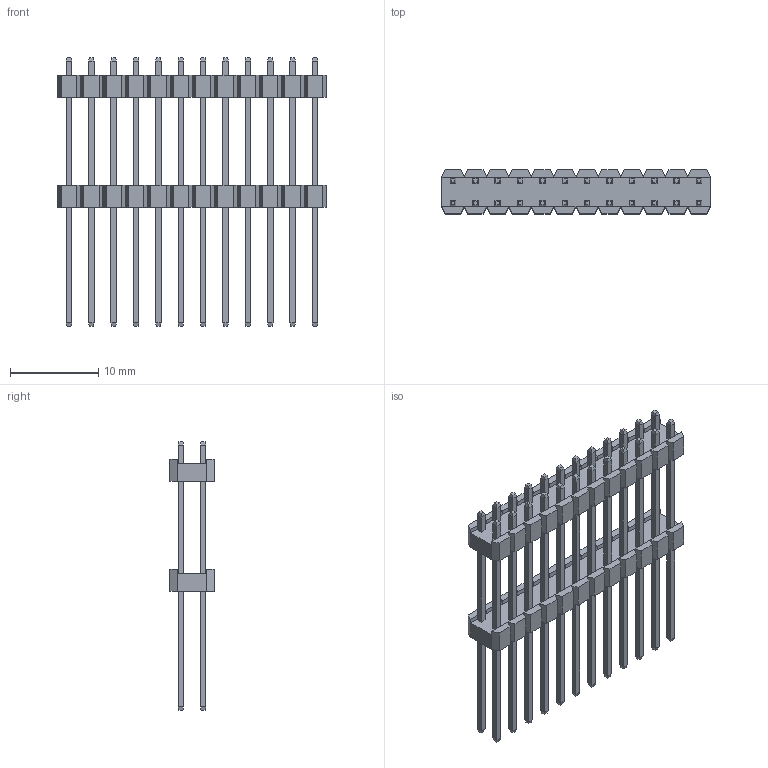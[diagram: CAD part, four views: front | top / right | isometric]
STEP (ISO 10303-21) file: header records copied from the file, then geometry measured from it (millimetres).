
FILE_DESCRIPTION (( 'STEP AP214' ), '1' );
FILE_NAME ('FPH25453-D24S1014490325B-REF.STEP', '2026-01-16T02:28:57', ( '' ), ( '' ), 'SwSTEP 2.0', 'SolidWorks 2021', '' );
FILE_SCHEMA (( 'AUTOMOTIVE_DESIGN' ));
Length unit declared in the file: millimetre
Products named in the file (1): FPH25453-D24S1014490325B-REF
Bounding box: 30.48 x 5 x 30.5 mm (x, y, z)
Volume: 879.9 mm3; surface area: 2682.9 mm2
Topology: 1 solids, 1 shells, 688 faces, 1716 edges, 1080 vertices
Faces by surface type: plane 688
Entity records: 19910 total; most frequent: CARTESIAN_POINT 3485, ORIENTED_EDGE 3432, DIRECTION 3094, LINE 1716, VECTOR 1716, EDGE_CURVE 1716, VERTEX_POINT 1080, EDGE_LOOP 784
